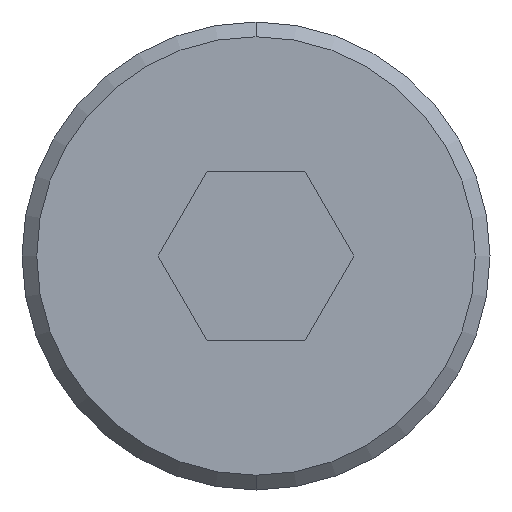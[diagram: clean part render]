
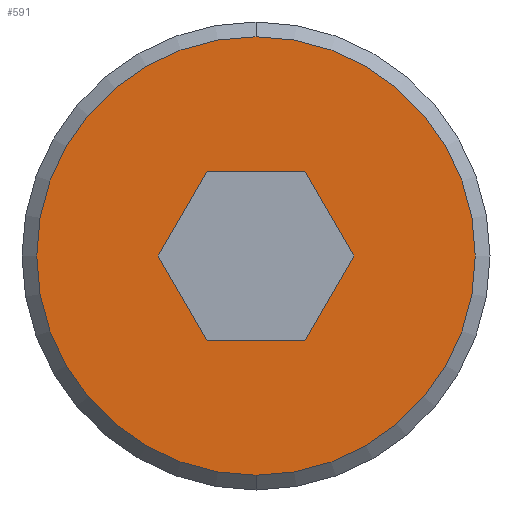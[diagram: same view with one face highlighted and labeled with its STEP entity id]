
A CAD part, front view. The second image highlights one B-rep face of the part: STEP entity #591.
In plain terms, the highlighted planar face has unit normal (0, -1, 0).
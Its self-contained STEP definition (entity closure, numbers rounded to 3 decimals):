
#32 = VECTOR ( 'NONE', #36, 1000. ) ;
#36 = DIRECTION ( 'NONE',  ( 0.5, 0., -0.866 ) ) ;
#46 = CIRCLE ( 'NONE', #373, 2.975 ) ;
#68 = CIRCLE ( 'NONE', #95, 2.975 ) ;
#70 = PLANE ( 'NONE',  #363 ) ;
#71 = FACE_BOUND ( 'NONE', #211, .T. ) ;
#74 = EDGE_CURVE ( 'NONE', #570, #287, #46, .T. ) ;
#77 = CARTESIAN_POINT ( 'NONE',  ( 1.328, 0., 0. ) ) ;
#79 = DIRECTION ( 'NONE',  ( 0., 0., 1. ) ) ;
#95 = AXIS2_PLACEMENT_3D ( 'NONE', #691, #260, #768 ) ;
#128 = LINE ( 'NONE', #77, #140 ) ;
#140 = VECTOR ( 'NONE', #868, 1000. ) ;
#146 = DIRECTION ( 'NONE',  ( 0., 1., 0. ) ) ;
#202 = VERTEX_POINT ( 'NONE', #859 ) ;
#207 = LINE ( 'NONE', #808, #639 ) ;
#211 = EDGE_LOOP ( 'NONE', ( #384, #529, #898, #447, #911, #313 ) ) ;
#234 = CARTESIAN_POINT ( 'NONE',  ( 0., 0., 0. ) ) ;
#260 = DIRECTION ( 'NONE',  ( 0., -1., 0. ) ) ;
#261 = CARTESIAN_POINT ( 'NONE',  ( -1.328, 0., 0. ) ) ;
#276 = EDGE_CURVE ( 'NONE', #671, #493, #128, .T. ) ;
#287 = VERTEX_POINT ( 'NONE', #310 ) ;
#292 = CARTESIAN_POINT ( 'NONE',  ( 0.664, 0., 1.15 ) ) ;
#296 = VECTOR ( 'NONE', #467, 1000. ) ;
#301 = DIRECTION ( 'NONE',  ( -1., 0., 0. ) ) ;
#310 = CARTESIAN_POINT ( 'NONE',  ( 0., 0., 2.975 ) ) ;
#313 = ORIENTED_EDGE ( 'NONE', *, *, #599, .F. ) ;
#325 = CARTESIAN_POINT ( 'NONE',  ( -0.664, 0., 1.15 ) ) ;
#363 = AXIS2_PLACEMENT_3D ( 'NONE', #234, #146, #79 ) ;
#373 = AXIS2_PLACEMENT_3D ( 'NONE', #646, #855, #435 ) ;
#384 = ORIENTED_EDGE ( 'NONE', *, *, #803, .F. ) ;
#393 = CARTESIAN_POINT ( 'NONE',  ( -0.664, 0., -1.15 ) ) ;
#404 = VECTOR ( 'NONE', #301, 1000. ) ;
#412 = CARTESIAN_POINT ( 'NONE',  ( -1.328, 0., 0. ) ) ;
#435 = DIRECTION ( 'NONE',  ( 0., 0., 1. ) ) ;
#447 = ORIENTED_EDGE ( 'NONE', *, *, #592, .F. ) ;
#460 = DIRECTION ( 'NONE',  ( 1., 0., 0. ) ) ;
#467 = DIRECTION ( 'NONE',  ( -0.5, 0., -0.866 ) ) ;
#475 = EDGE_CURVE ( 'NONE', #664, #928, #734, .T. ) ;
#478 = CARTESIAN_POINT ( 'NONE',  ( 0., 0., -2.975 ) ) ;
#493 = VERTEX_POINT ( 'NONE', #909 ) ;
#527 = DIRECTION ( 'NONE',  ( 0.5, 0., 0.866 ) ) ;
#529 = ORIENTED_EDGE ( 'NONE', *, *, #865, .F. ) ;
#562 = ORIENTED_EDGE ( 'NONE', *, *, #901, .T. ) ;
#570 = VERTEX_POINT ( 'NONE', #478 ) ;
#581 = CARTESIAN_POINT ( 'NONE',  ( -0.664, 0., 1.15 ) ) ;
#586 = LINE ( 'NONE', #292, #404 ) ;
#591 = ADVANCED_FACE ( 'NONE', ( #657, #71 ), #70, .F. ) ;
#592 = EDGE_CURVE ( 'NONE', #493, #664, #586, .T. ) ;
#599 = EDGE_CURVE ( 'NONE', #202, #671, #207, .T. ) ;
#601 = LINE ( 'NONE', #393, #891 ) ;
#639 = VECTOR ( 'NONE', #527, 1000. ) ;
#646 = CARTESIAN_POINT ( 'NONE',  ( 0., 0., 0. ) ) ;
#657 = FACE_OUTER_BOUND ( 'NONE', #885, .T. ) ;
#664 = VERTEX_POINT ( 'NONE', #581 ) ;
#671 = VERTEX_POINT ( 'NONE', #943 ) ;
#691 = CARTESIAN_POINT ( 'NONE',  ( 0., 0., 0. ) ) ;
#696 = VERTEX_POINT ( 'NONE', #754 ) ;
#734 = LINE ( 'NONE', #325, #296 ) ;
#754 = CARTESIAN_POINT ( 'NONE',  ( -0.664, 0., -1.15 ) ) ;
#768 = DIRECTION ( 'NONE',  ( 0., 0., 1. ) ) ;
#786 = ORIENTED_EDGE ( 'NONE', *, *, #74, .T. ) ;
#803 = EDGE_CURVE ( 'NONE', #696, #202, #601, .T. ) ;
#808 = CARTESIAN_POINT ( 'NONE',  ( 0.664, 0., -1.15 ) ) ;
#811 = LINE ( 'NONE', #261, #32 ) ;
#855 = DIRECTION ( 'NONE',  ( 0., -1., 0. ) ) ;
#859 = CARTESIAN_POINT ( 'NONE',  ( 0.664, 0., -1.15 ) ) ;
#865 = EDGE_CURVE ( 'NONE', #928, #696, #811, .T. ) ;
#868 = DIRECTION ( 'NONE',  ( -0.5, 0., 0.866 ) ) ;
#885 = EDGE_LOOP ( 'NONE', ( #562, #786 ) ) ;
#891 = VECTOR ( 'NONE', #460, 1000. ) ;
#898 = ORIENTED_EDGE ( 'NONE', *, *, #475, .F. ) ;
#901 = EDGE_CURVE ( 'NONE', #287, #570, #68, .T. ) ;
#909 = CARTESIAN_POINT ( 'NONE',  ( 0.664, 0., 1.15 ) ) ;
#911 = ORIENTED_EDGE ( 'NONE', *, *, #276, .F. ) ;
#928 = VERTEX_POINT ( 'NONE', #412 ) ;
#943 = CARTESIAN_POINT ( 'NONE',  ( 1.328, 0., 0. ) ) ;
